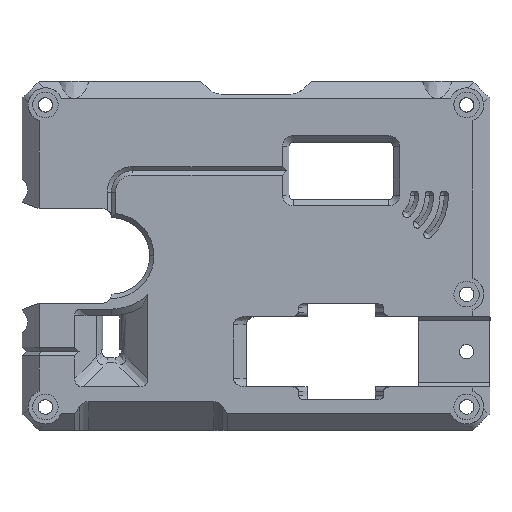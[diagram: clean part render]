
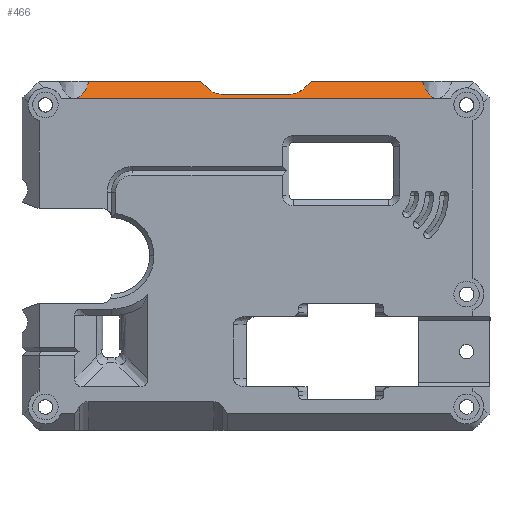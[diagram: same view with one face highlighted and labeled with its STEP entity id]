
A CAD part, top view. The second image highlights one B-rep face of the part: STEP entity #466.
In plain terms, the highlighted planar face has unit normal (0, 0.707, 0.707).
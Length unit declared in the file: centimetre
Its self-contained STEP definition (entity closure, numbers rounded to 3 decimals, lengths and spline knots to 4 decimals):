
#466=ADVANCED_FACE('',(#901),#7606,.T.);
#901=FACE_OUTER_BOUND('',#1362,.T.);
#1362=EDGE_LOOP('',(#3549,#3550,#3551,#3552,#3553,#3554,#3555,#3556,#3557,
#3558));
#3549=ORIENTED_EDGE('',*,*,#5048,.F.);
#3550=ORIENTED_EDGE('',*,*,#5045,.F.);
#3551=ORIENTED_EDGE('',*,*,#4492,.T.);
#3552=ORIENTED_EDGE('',*,*,#5047,.F.);
#3553=ORIENTED_EDGE('',*,*,#4489,.T.);
#3554=ORIENTED_EDGE('',*,*,#5039,.F.);
#3555=ORIENTED_EDGE('',*,*,#5050,.F.);
#3556=ORIENTED_EDGE('',*,*,#5051,.T.);
#3557=ORIENTED_EDGE('',*,*,#5049,.T.);
#3558=ORIENTED_EDGE('',*,*,#5052,.T.);
#4489=EDGE_CURVE('',#6879,#6880,#5614,.T.);
#4492=EDGE_CURVE('',#6884,#6882,#5616,.T.);
#5039=EDGE_CURVE('',#7147,#6880,#5968,.T.);
#5045=EDGE_CURVE('',#6884,#7149,#5974,.T.);
#5047=EDGE_CURVE('',#6879,#6882,#5976,.T.);
#5048=EDGE_CURVE('',#7149,#7153,#5977,.T.);
#5049=EDGE_CURVE('',#7151,#7154,#5978,.T.);
#5050=EDGE_CURVE('',#7152,#7147,#5979,.T.);
#5051=EDGE_CURVE('',#7152,#7151,#5980,.T.);
#5052=EDGE_CURVE('',#7154,#7153,#5981,.T.);
#5614=B_SPLINE_CURVE_WITH_KNOTS('',3,(#13022,#13023,#13024,#13025,#13026,
#13027,#13028,#13029,#13030,#13031,#13032,#13033,#13034,#13035),
 .UNSPECIFIED.,.F.,.F.,(4,2,2,2,2,2,4),(7.0707,7.3041,
7.5375,8.0039,8.923,10.6986,14.1344),
 .UNSPECIFIED.);
#5616=B_SPLINE_CURVE_WITH_KNOTS('',3,(#13055,#13056,#13057,#13058,#13059,
#13060,#13061,#13062,#13063,#13064,#13065,#13066,#13067,#13068),
 .UNSPECIFIED.,.F.,.F.,(4,2,2,2,2,2,4),(0.,3.4644,5.584,
6.3244,6.6976,6.8841,7.0707),
 .UNSPECIFIED.);
#5968=B_SPLINE_CURVE_WITH_KNOTS('',1,(#16155,#16156,#16157),
 .UNSPECIFIED.,.F.,.F.,(2,1,2),(-42.,-39.1005,-15.8621),
 .UNSPECIFIED.);
#5974=B_SPLINE_CURVE_WITH_KNOTS('',1,(#16169,#16170,#16171),
 .UNSPECIFIED.,.F.,.F.,(2,1,2),(51.1529,74.4992,77.3987),
 .UNSPECIFIED.);
#5976=B_SPLINE_CURVE_WITH_KNOTS('',1,(#16175,#16176),.UNSPECIFIED.,.F.,
 .F.,(2,2),(284.8743,370.2183),.UNSPECIFIED.);
#5977=B_SPLINE_CURVE_WITH_KNOTS('',3,(#16177,#16178,#16179,#16180),
 .UNSPECIFIED.,.F.,.F.,(4,4),(0.,2.6596),.UNSPECIFIED.);
#5978=B_SPLINE_CURVE_WITH_KNOTS('',1,(#16181,#16182),.UNSPECIFIED.,.F.,
 .F.,(2,2),(47.0711,62.9289),.UNSPECIFIED.);
#5979=B_SPLINE_CURVE_WITH_KNOTS('',3,(#16183,#16184,#16185,#16186),
 .UNSPECIFIED.,.F.,.F.,(4,4),(2.5365,5.1962),
 .UNSPECIFIED.);
#5980=B_SPLINE_CURVE_WITH_KNOTS('',3,(#16187,#16188,#16189,#16190,#16191,
#16192,#16193,#16194,#16195,#16196,#16197,#16198,#16199,#16200,#16201,#16202,
#16203,#16204,#16205,#16206),.UNSPECIFIED.,.F.,.F.,(4,1,1,1,1,1,1,1,1,1,
1,1,1,1,1,1,1,4),(-4.2595,-3.9847,-3.712,
-3.4417,-3.1742,-2.9098,-2.6486,
-2.3909,-2.1368,-1.8863,-1.6393,
-1.3959,-1.1559,-0.9192,-0.6855,
-0.4545,-0.2261,0.),.UNSPECIFIED.);
#5981=B_SPLINE_CURVE_WITH_KNOTS('',3,(#16207,#16208,#16209,#16210,#16211,
#16212,#16213,#16214,#16215,#16216,#16217,#16218,#16219,#16220,#16221,#16222,
#16223,#16224,#16225,#16226),.UNSPECIFIED.,.F.,.F.,(4,1,1,1,1,1,1,1,1,1,
1,1,1,1,1,1,1,4),(0.,0.2261,0.4545,0.6855,
0.9192,1.1559,1.3959,1.6393,1.8863,
2.1368,2.3909,2.6486,2.9098,3.1742,
3.4417,3.712,3.9847,4.2595),
 .UNSPECIFIED.);
#6879=VERTEX_POINT('',#10696);
#6880=VERTEX_POINT('',#10697);
#6882=VERTEX_POINT('',#10699);
#6884=VERTEX_POINT('',#10701);
#7147=VERTEX_POINT('',#10964);
#7149=VERTEX_POINT('',#10966);
#7151=VERTEX_POINT('',#10968);
#7152=VERTEX_POINT('',#10969);
#7153=VERTEX_POINT('',#10970);
#7154=VERTEX_POINT('',#10971);
#7606=PLANE('',#7895);
#7895=AXIS2_PLACEMENT_3D('',#9926,#8168,$);
#8168=DIRECTION('',(0.,0.707,0.707));
#9926=CARTESIAN_POINT('',(76.618,59.,7.));
#10696=CARTESIAN_POINT('',(76.618,55.,11.));
#10697=CARTESIAN_POINT('',(73.1379,59.,7.));
#10699=CARTESIAN_POINT('',(-8.726,55.,11.));
#10701=CARTESIAN_POINT('',(-5.2459,59.,7.));
#10964=CARTESIAN_POINT('',(47.,59.,7.));
#10966=CARTESIAN_POINT('',(21.,59.,7.));
#10968=CARTESIAN_POINT('',(41.9289,56.,10.));
#10969=CARTESIAN_POINT('',(45.4645,57.4645,8.5355));
#10970=CARTESIAN_POINT('',(22.5355,57.4645,8.5355));
#10971=CARTESIAN_POINT('',(26.0711,56.,10.));
#13022=CARTESIAN_POINT('',(76.618,55.,11.));
#13023=CARTESIAN_POINT('',(76.5412,55.,11.));
#13024=CARTESIAN_POINT('',(76.4649,55.0044,10.9956));
#13025=CARTESIAN_POINT('',(76.3133,55.0215,10.9785));
#13026=CARTESIAN_POINT('',(76.2388,55.0342,10.9658));
#13027=CARTESIAN_POINT('',(76.0195,55.0834,10.9166));
#13028=CARTESIAN_POINT('',(75.881,55.1306,10.8694));
#13029=CARTESIAN_POINT('',(75.4943,55.3,10.7));
#13030=CARTESIAN_POINT('',(75.2672,55.4517,10.5483));
#13031=CARTESIAN_POINT('',(74.6951,55.9246,10.0754));
#13032=CARTESIAN_POINT('',(74.3884,56.3119,9.6881));
#13033=CARTESIAN_POINT('',(73.685,57.4005,8.5995));
#13034=CARTESIAN_POINT('',(73.3593,58.2294,7.7706));
#13035=CARTESIAN_POINT('',(73.1379,59.,7.));
#13055=CARTESIAN_POINT('',(-5.2459,59.,7.));
#13056=CARTESIAN_POINT('',(-5.4673,58.2294,7.7706));
#13057=CARTESIAN_POINT('',(-5.793,57.4005,8.5995));
#13058=CARTESIAN_POINT('',(-6.5404,56.2436,9.7564));
#13059=CARTESIAN_POINT('',(-6.9309,55.7622,10.2378));
#13060=CARTESIAN_POINT('',(-7.6067,55.3064,10.6936));
#13061=CARTESIAN_POINT('',(-7.8036,55.2003,10.7997));
#13062=CARTESIAN_POINT('',(-8.1302,55.0849,10.9151));
#13063=CARTESIAN_POINT('',(-8.2444,55.0539,10.9461));
#13064=CARTESIAN_POINT('',(-8.4224,55.0219,10.9781));
#13065=CARTESIAN_POINT('',(-8.4824,55.0137,10.9863));
#13066=CARTESIAN_POINT('',(-8.6038,55.0028,10.9972));
#13067=CARTESIAN_POINT('',(-8.6648,55.,11.));
#13068=CARTESIAN_POINT('',(-8.726,55.,11.));
#16155=CARTESIAN_POINT('',(47.,59.,7.));
#16156=CARTESIAN_POINT('',(49.8995,59.,7.));
#16157=CARTESIAN_POINT('',(73.1379,59.,7.));
#16169=CARTESIAN_POINT('',(-5.2459,59.,7.));
#16170=CARTESIAN_POINT('',(18.1005,59.,7.));
#16171=CARTESIAN_POINT('',(21.,59.,7.));
#16175=CARTESIAN_POINT('',(76.618,55.,11.));
#16176=CARTESIAN_POINT('',(-8.726,55.,11.));
#16177=CARTESIAN_POINT('',(21.,59.,7.));
#16178=CARTESIAN_POINT('',(21.5118,58.4882,7.5118));
#16179=CARTESIAN_POINT('',(22.0237,57.9763,8.0237));
#16180=CARTESIAN_POINT('',(22.5355,57.4645,8.5355));
#16181=CARTESIAN_POINT('',(41.9289,56.,10.));
#16182=CARTESIAN_POINT('',(26.0711,56.,10.));
#16183=CARTESIAN_POINT('',(45.4645,57.4645,8.5355));
#16184=CARTESIAN_POINT('',(45.9763,57.9763,8.0237));
#16185=CARTESIAN_POINT('',(46.4882,58.4882,7.5118));
#16186=CARTESIAN_POINT('',(47.,59.,7.));
#16187=CARTESIAN_POINT('',(45.4645,57.4645,8.5355));
#16188=CARTESIAN_POINT('',(45.4116,57.4116,8.5884));
#16189=CARTESIAN_POINT('',(45.3031,57.3078,8.6922));
#16190=CARTESIAN_POINT('',(45.1314,57.158,8.842));
#16191=CARTESIAN_POINT('',(44.9519,57.0151,8.9849));
#16192=CARTESIAN_POINT('',(44.7649,56.8799,9.1201));
#16193=CARTESIAN_POINT('',(44.5708,56.7528,9.2472));
#16194=CARTESIAN_POINT('',(44.3703,56.6345,9.3655));
#16195=CARTESIAN_POINT('',(44.1639,56.5253,9.4747));
#16196=CARTESIAN_POINT('',(43.9522,56.4257,9.5743));
#16197=CARTESIAN_POINT('',(43.736,56.336,9.664));
#16198=CARTESIAN_POINT('',(43.5159,56.2566,9.7434));
#16199=CARTESIAN_POINT('',(43.2926,56.1877,9.8123));
#16200=CARTESIAN_POINT('',(43.067,56.1294,9.8706));
#16201=CARTESIAN_POINT('',(42.8397,56.0818,9.9182));
#16202=CARTESIAN_POINT('',(42.6116,56.045,9.955));
#16203=CARTESIAN_POINT('',(42.3834,56.0189,9.9811));
#16204=CARTESIAN_POINT('',(42.1559,56.0034,9.9966));
#16205=CARTESIAN_POINT('',(42.0043,56.,10.));
#16206=CARTESIAN_POINT('',(41.9289,56.,10.));
#16207=CARTESIAN_POINT('',(26.0711,56.,10.));
#16208=CARTESIAN_POINT('',(25.9957,56.,10.));
#16209=CARTESIAN_POINT('',(25.8441,56.0034,9.9966));
#16210=CARTESIAN_POINT('',(25.6166,56.0189,9.9811));
#16211=CARTESIAN_POINT('',(25.3884,56.045,9.955));
#16212=CARTESIAN_POINT('',(25.1603,56.0818,9.9182));
#16213=CARTESIAN_POINT('',(24.933,56.1294,9.8706));
#16214=CARTESIAN_POINT('',(24.7074,56.1877,9.8123));
#16215=CARTESIAN_POINT('',(24.4841,56.2566,9.7434));
#16216=CARTESIAN_POINT('',(24.264,56.336,9.664));
#16217=CARTESIAN_POINT('',(24.0478,56.4257,9.5743));
#16218=CARTESIAN_POINT('',(23.8361,56.5253,9.4747));
#16219=CARTESIAN_POINT('',(23.6297,56.6345,9.3655));
#16220=CARTESIAN_POINT('',(23.4292,56.7528,9.2472));
#16221=CARTESIAN_POINT('',(23.2351,56.8799,9.1201));
#16222=CARTESIAN_POINT('',(23.0481,57.0151,8.9849));
#16223=CARTESIAN_POINT('',(22.8686,57.158,8.842));
#16224=CARTESIAN_POINT('',(22.6969,57.3078,8.6922));
#16225=CARTESIAN_POINT('',(22.5884,57.4116,8.5884));
#16226=CARTESIAN_POINT('',(22.5355,57.4645,8.5355));
